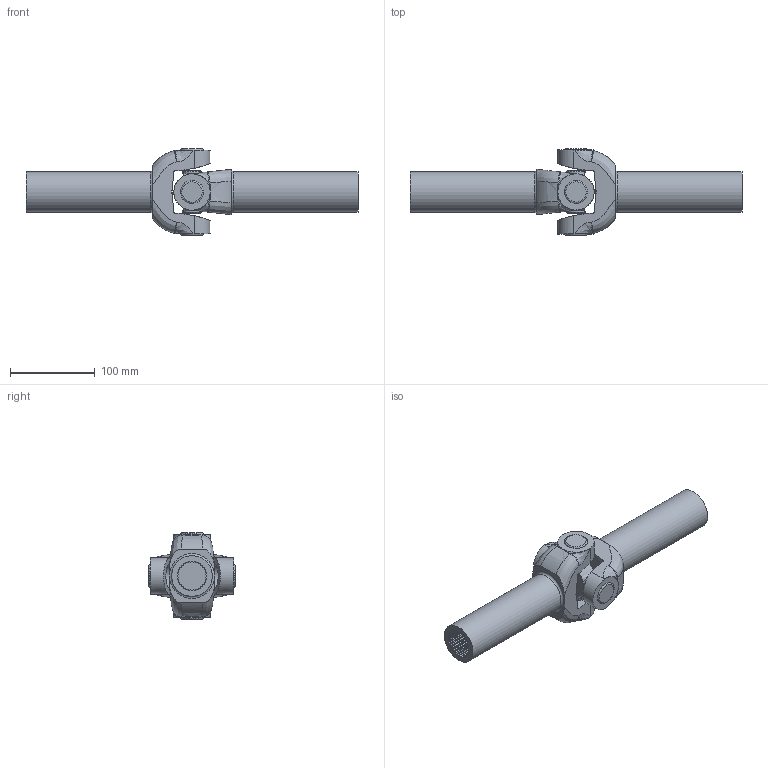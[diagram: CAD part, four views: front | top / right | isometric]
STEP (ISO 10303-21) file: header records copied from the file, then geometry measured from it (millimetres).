
FILE_DESCRIPTION(/* description */ (''),/* implementation_level */ '2;1');
FILE_NAME(/* name */ '1480 Yoke Slip.stp',/* time_stamp */ '2020-09-11T20:58:20+02:00',/* author */ ('Mikes'),/* organization */ (''),/* preprocessor_version */ 'ST-DEVELOPER v18.1',/* originating_system */ 'Autodesk Inventor 2021',/* authorisation */ '');
FILE_SCHEMA (('AUTOMOTIVE_DESIGN { 1 0 10303 214 3 1 1 }'));
Products named in the file (6): Assembly1; 4l80 Slip Yoke; couplung; couplung_1; ANSI/AFBMA 18.2 NIHM - 13/16 x 1 1/16 x 3/4 - 7/75; DIN 71412 - AM 6 (coned short)
Assembly tree (9 placements, depth 3):
  Assembly1
    4l80 Slip Yoke  x2
    couplung
      couplung_1
      ANSI/AFBMA 18.2 NIHM - 13/16 x 1 1/16 x 3/4 - 7/75  x4
      DIN 71412 - AM 6 (coned short)
Bounding box: 391.54 x 102.03 x 102.03 mm (x, y, z)
Volume: 602253.6 mm3; surface area: 171058 mm2
Topology: 64 solids, 64 shells, 869 faces, 2130 edges, 1449 vertices
Faces by surface type: cylinder 315, bspline 190, plane 189, sphere 121, torus 36, cone 18
Full cylindrical faces by diameter (mm): 2.159 x56, 3 x5, 5 x4, 6 x2, 20.637 x4, 23 x2, 24.956 x4, 26.987 x4, 27 x8, 28.448 x4, 47.879 x4
Entity records: 19275 total; most frequent: CARTESIAN_POINT 9413, ORIENTED_EDGE 2034, DIRECTION 1833, EDGE_CURVE 1017, AXIS2_PLACEMENT_3D 781, VERTEX_POINT 684, CIRCLE 453, EDGE_LOOP 437
